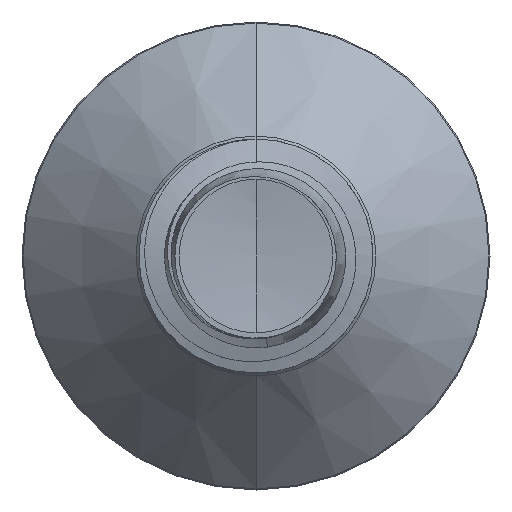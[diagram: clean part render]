
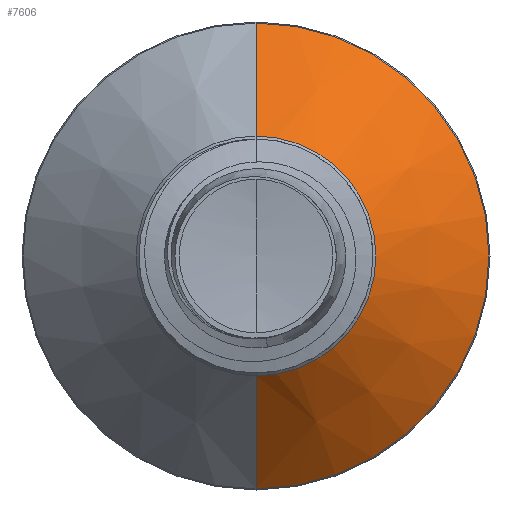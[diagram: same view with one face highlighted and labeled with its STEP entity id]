
A CAD part, front view. The second image highlights one B-rep face of the part: STEP entity #7606.
In plain terms, the highlighted conical face has half-angle 45 degrees and reference radius 2.563 mm.
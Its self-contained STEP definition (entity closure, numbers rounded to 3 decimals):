
#15 = CARTESIAN_POINT ( 'NONE',  ( 0., 5.313, -2.563 ) ) ;
#49 = DIRECTION ( 'NONE',  ( 0., 0., 1. ) ) ;
#459 = VECTOR ( 'NONE', #8702, 1000. ) ;
#643 = VECTOR ( 'NONE', #13114, 1000. ) ;
#2838 = EDGE_CURVE ( 'NONE', #15765, #15480, #2852, .T. ) ;
#2852 = CIRCLE ( 'NONE', #12691, 4.978 ) ;
#3098 = CARTESIAN_POINT ( 'NONE',  ( 0., 5.313, 2.563 ) ) ;
#3142 = DIRECTION ( 'NONE',  ( 0., 1., 0. ) ) ;
#3709 = ORIENTED_EDGE ( 'NONE', *, *, #3982, .T. ) ;
#3982 = EDGE_CURVE ( 'NONE', #4581, #15480, #10625, .T. ) ;
#4289 = EDGE_CURVE ( 'NONE', #11638, #15765, #5183, .T. ) ;
#4581 = VERTEX_POINT ( 'NONE', #9890 ) ;
#5183 = LINE ( 'NONE', #3098, #643 ) ;
#5339 = DIRECTION ( 'NONE',  ( 0., 1., 0. ) ) ;
#5476 = ORIENTED_EDGE ( 'NONE', *, *, #2838, .F. ) ;
#5706 = AXIS2_PLACEMENT_3D ( 'NONE', #13608, #11091, #49 ) ;
#6718 = CARTESIAN_POINT ( 'NONE',  ( 0., 7.728, -4.978 ) ) ;
#7004 = AXIS2_PLACEMENT_3D ( 'NONE', #12801, #5339, #14029 ) ;
#7580 = CARTESIAN_POINT ( 'NONE',  ( 0., 7.728, 4.978 ) ) ;
#7606 = ADVANCED_FACE ( 'NONE', ( #15898 ), #15360, .T. ) ;
#8108 = EDGE_LOOP ( 'NONE', ( #13685, #3709, #5476, #9436 ) ) ;
#8702 = DIRECTION ( 'NONE',  ( 0., 0.707, -0.707 ) ) ;
#9188 = EDGE_CURVE ( 'NONE', #11638, #4581, #13099, .T. ) ;
#9436 = ORIENTED_EDGE ( 'NONE', *, *, #4289, .F. ) ;
#9890 = CARTESIAN_POINT ( 'NONE',  ( 0., 5.313, -2.563 ) ) ;
#10625 = LINE ( 'NONE', #15, #459 ) ;
#10628 = CARTESIAN_POINT ( 'NONE',  ( 0., 7.728, 0. ) ) ;
#11091 = DIRECTION ( 'NONE',  ( 0., 1., 0. ) ) ;
#11638 = VERTEX_POINT ( 'NONE', #15924 ) ;
#11896 = DIRECTION ( 'NONE',  ( 0., 0., 1. ) ) ;
#12691 = AXIS2_PLACEMENT_3D ( 'NONE', #10628, #3142, #11896 ) ;
#12801 = CARTESIAN_POINT ( 'NONE',  ( 0., 5.313, 0. ) ) ;
#13099 = CIRCLE ( 'NONE', #7004, 2.563 ) ;
#13114 = DIRECTION ( 'NONE',  ( 0., 0.707, 0.707 ) ) ;
#13608 = CARTESIAN_POINT ( 'NONE',  ( 0., 5.313, 0. ) ) ;
#13685 = ORIENTED_EDGE ( 'NONE', *, *, #9188, .T. ) ;
#14029 = DIRECTION ( 'NONE',  ( 0., 0., 1. ) ) ;
#15360 = CONICAL_SURFACE ( 'NONE', #5706, 2.563, 0.785 ) ;
#15480 = VERTEX_POINT ( 'NONE', #6718 ) ;
#15765 = VERTEX_POINT ( 'NONE', #7580 ) ;
#15898 = FACE_OUTER_BOUND ( 'NONE', #8108, .T. ) ;
#15924 = CARTESIAN_POINT ( 'NONE',  ( 0., 5.313, 2.563 ) ) ;
